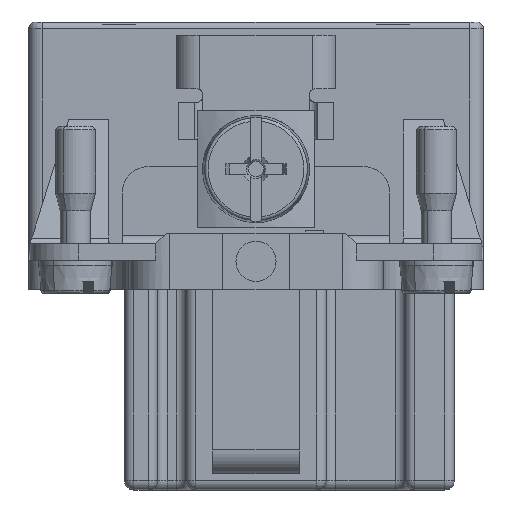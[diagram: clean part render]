
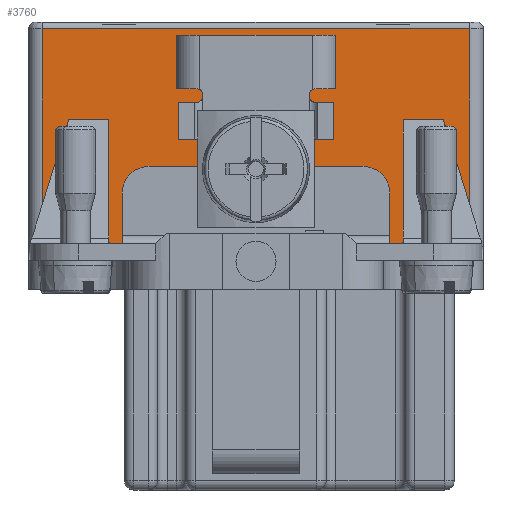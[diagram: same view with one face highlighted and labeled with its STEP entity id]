
A CAD part, left-side view. The second image highlights one B-rep face of the part: STEP entity #3760.
In plain terms, the highlighted planar face has unit normal (-1, 0, 0).
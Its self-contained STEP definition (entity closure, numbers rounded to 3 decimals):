
#3252=CIRCLE('',#18232,4.);
#3760=ADVANCED_FACE('',(#5207,#5208,#5209,#5210,#5211,#5212),#4672,.F.);
#4672=PLANE('',#18233);
#5207=FACE_BOUND('',#5343,.T.);
#5208=FACE_BOUND('',#5344,.T.);
#5209=FACE_BOUND('',#5345,.T.);
#5210=FACE_BOUND('',#5346,.T.);
#5211=FACE_BOUND('',#5347,.T.);
#5212=FACE_BOUND('',#5348,.T.);
#5343=EDGE_LOOP('',(#6383,#6384,#6385,#6386));
#5344=EDGE_LOOP('',(#6387,#6388,#6389,#6390));
#5345=EDGE_LOOP('',(#6391,#6392,#6393,#6394));
#5346=EDGE_LOOP('',(#6395));
#5347=EDGE_LOOP('',(#6396,#6397,#6398,#6399));
#5348=EDGE_LOOP('',(#6400,#6401,#6402,#6403));
#6383=ORIENTED_EDGE('',*,*,#12949,.T.);
#6384=ORIENTED_EDGE('',*,*,#12950,.T.);
#6385=ORIENTED_EDGE('',*,*,#12951,.T.);
#6386=ORIENTED_EDGE('',*,*,#12952,.T.);
#6387=ORIENTED_EDGE('',*,*,#12953,.F.);
#6388=ORIENTED_EDGE('',*,*,#12954,.F.);
#6389=ORIENTED_EDGE('',*,*,#12955,.T.);
#6390=ORIENTED_EDGE('',*,*,#12956,.F.);
#6391=ORIENTED_EDGE('',*,*,#12957,.F.);
#6392=ORIENTED_EDGE('',*,*,#12958,.F.);
#6393=ORIENTED_EDGE('',*,*,#12959,.F.);
#6394=ORIENTED_EDGE('',*,*,#12960,.F.);
#6395=ORIENTED_EDGE('',*,*,#12961,.T.);
#6396=ORIENTED_EDGE('',*,*,#12962,.F.);
#6397=ORIENTED_EDGE('',*,*,#12963,.F.);
#6398=ORIENTED_EDGE('',*,*,#12964,.F.);
#6399=ORIENTED_EDGE('',*,*,#12965,.F.);
#6400=ORIENTED_EDGE('',*,*,#12966,.F.);
#6401=ORIENTED_EDGE('',*,*,#12967,.T.);
#6402=ORIENTED_EDGE('',*,*,#12968,.T.);
#6403=ORIENTED_EDGE('',*,*,#12969,.T.);
#11339=VERTEX_POINT('',#23930);
#11340=VERTEX_POINT('',#23931);
#11341=VERTEX_POINT('',#23933);
#11342=VERTEX_POINT('',#23935);
#11343=VERTEX_POINT('',#23938);
#11344=VERTEX_POINT('',#23939);
#11345=VERTEX_POINT('',#23941);
#11346=VERTEX_POINT('',#23943);
#11347=VERTEX_POINT('',#23946);
#11348=VERTEX_POINT('',#23947);
#11349=VERTEX_POINT('',#23949);
#11350=VERTEX_POINT('',#23951);
#11351=VERTEX_POINT('',#23954);
#11352=VERTEX_POINT('',#23956);
#11353=VERTEX_POINT('',#23957);
#11354=VERTEX_POINT('',#23959);
#11355=VERTEX_POINT('',#23961);
#11356=VERTEX_POINT('',#23964);
#11357=VERTEX_POINT('',#23965);
#11358=VERTEX_POINT('',#23967);
#11359=VERTEX_POINT('',#23969);
#12949=EDGE_CURVE('',#11339,#11340,#15422,.T.);
#12950=EDGE_CURVE('',#11340,#11341,#15423,.T.);
#12951=EDGE_CURVE('',#11341,#11342,#15424,.T.);
#12952=EDGE_CURVE('',#11342,#11339,#15425,.T.);
#12953=EDGE_CURVE('',#11343,#11344,#15426,.T.);
#12954=EDGE_CURVE('',#11345,#11343,#15427,.T.);
#12955=EDGE_CURVE('',#11345,#11346,#15428,.T.);
#12956=EDGE_CURVE('',#11344,#11346,#15429,.T.);
#12957=EDGE_CURVE('',#11347,#11348,#15430,.T.);
#12958=EDGE_CURVE('',#11349,#11347,#15431,.T.);
#12959=EDGE_CURVE('',#11350,#11349,#15432,.T.);
#12960=EDGE_CURVE('',#11348,#11350,#15433,.T.);
#12961=EDGE_CURVE('',#11351,#11351,#3252,.T.);
#12962=EDGE_CURVE('',#11352,#11353,#15434,.T.);
#12963=EDGE_CURVE('',#11354,#11352,#15435,.T.);
#12964=EDGE_CURVE('',#11355,#11354,#15436,.T.);
#12965=EDGE_CURVE('',#11353,#11355,#15437,.T.);
#12966=EDGE_CURVE('',#11356,#11357,#15438,.T.);
#12967=EDGE_CURVE('',#11356,#11358,#15439,.T.);
#12968=EDGE_CURVE('',#11358,#11359,#15440,.T.);
#12969=EDGE_CURVE('',#11359,#11357,#15441,.T.);
#15422=LINE('',#23929,#16826);
#15423=LINE('',#23932,#16827);
#15424=LINE('',#23934,#16828);
#15425=LINE('',#23936,#16829);
#15426=LINE('',#23937,#16830);
#15427=LINE('',#23940,#16831);
#15428=LINE('',#23942,#16832);
#15429=LINE('',#23944,#16833);
#15430=LINE('',#23945,#16834);
#15431=LINE('',#23948,#16835);
#15432=LINE('',#23950,#16836);
#15433=LINE('',#23952,#16837);
#15434=LINE('',#23955,#16838);
#15435=LINE('',#23958,#16839);
#15436=LINE('',#23960,#16840);
#15437=LINE('',#23962,#16841);
#15438=LINE('',#23963,#16842);
#15439=LINE('',#23966,#16843);
#15440=LINE('',#23968,#16844);
#15441=LINE('',#23970,#16845);
#16826=VECTOR('',#19682,1.);
#16827=VECTOR('',#19683,1.);
#16828=VECTOR('',#19684,1.);
#16829=VECTOR('',#19685,1.);
#16830=VECTOR('',#19686,1.);
#16831=VECTOR('',#19687,1.);
#16832=VECTOR('',#19688,1.);
#16833=VECTOR('',#19689,1.);
#16834=VECTOR('',#19690,1.);
#16835=VECTOR('',#19691,1.);
#16836=VECTOR('',#19692,1.);
#16837=VECTOR('',#19693,1.);
#16838=VECTOR('',#19696,1.);
#16839=VECTOR('',#19697,1.);
#16840=VECTOR('',#19698,1.);
#16841=VECTOR('',#19699,1.);
#16842=VECTOR('',#19700,1.);
#16843=VECTOR('',#19701,1.);
#16844=VECTOR('',#19702,1.);
#16845=VECTOR('',#19703,1.);
#18232=AXIS2_PLACEMENT_3D('',#23953,#19694,#19695);
#18233=AXIS2_PLACEMENT_3D('',#23971,#19704,#19705);
#19682=DIRECTION('',(0.,1.,0.));
#19683=DIRECTION('',(0.,-0.279,0.96));
#19684=DIRECTION('',(0.,-1.,0.));
#19685=DIRECTION('',(0.,0.,-1.));
#19686=DIRECTION('',(0.,0.,-1.));
#19687=DIRECTION('',(0.,1.,0.));
#19688=DIRECTION('',(0.,0.,-1.));
#19689=DIRECTION('',(0.,-1.,0.));
#19690=DIRECTION('',(0.,0.,1.));
#19691=DIRECTION('',(0.,1.,0.));
#19692=DIRECTION('',(0.,0.,-1.));
#19693=DIRECTION('',(0.,-1.,0.));
#19694=DIRECTION('',(1.,0.,0.));
#19695=DIRECTION('',(0.,1.,0.));
#19696=DIRECTION('',(0.,-1.,0.));
#19697=DIRECTION('',(0.,0.,-1.));
#19698=DIRECTION('',(0.,1.,0.));
#19699=DIRECTION('',(0.,0.279,0.96));
#19700=DIRECTION('',(0.,0.,1.));
#19701=DIRECTION('',(0.,1.,0.));
#19702=DIRECTION('',(0.,0.,1.));
#19703=DIRECTION('',(0.,-1.,0.));
#19704=DIRECTION('',(1.,0.,0.));
#19705=DIRECTION('',(0.,1.,0.));
#23929=CARTESIAN_POINT('',(-17.915,-34.465,5.293));
#23930=CARTESIAN_POINT('',(-17.915,-7.465,5.293));
#23931=CARTESIAN_POINT('',(-17.915,-3.126,5.293));
#23932=CARTESIAN_POINT('',(-17.915,-3.991,8.266));
#23933=CARTESIAN_POINT('',(-17.915,-4.465,9.896));
#23934=CARTESIAN_POINT('',(-17.915,-34.465,9.896));
#23935=CARTESIAN_POINT('',(-17.915,-7.465,9.896));
#23936=CARTESIAN_POINT('',(-17.915,-7.465,-0.601));
#23937=CARTESIAN_POINT('',(-17.915,-23.112,18.159));
#23938=CARTESIAN_POINT('',(-17.915,-23.112,16.199));
#23939=CARTESIAN_POINT('',(-17.915,-23.112,12.199));
#23940=CARTESIAN_POINT('',(-17.915,-34.465,16.199));
#23941=CARTESIAN_POINT('',(-17.915,-24.42,16.199));
#23942=CARTESIAN_POINT('',(-17.915,-24.42,16.329));
#23943=CARTESIAN_POINT('',(-17.915,-24.42,12.199));
#23944=CARTESIAN_POINT('',(-17.915,-34.465,12.199));
#23945=CARTESIAN_POINT('',(-17.915,-2.465,9.999));
#23946=CARTESIAN_POINT('',(-17.915,-2.465,0.399));
#23947=CARTESIAN_POINT('',(-17.915,-2.465,16.699));
#23948=CARTESIAN_POINT('',(-17.915,-34.465,0.399));
#23949=CARTESIAN_POINT('',(-17.915,-34.465,0.399));
#23950=CARTESIAN_POINT('',(-17.915,-34.465,1.899));
#23951=CARTESIAN_POINT('',(-17.915,-34.465,16.699));
#23952=CARTESIAN_POINT('',(-17.915,-2.465,16.699));
#23953=CARTESIAN_POINT('',(-17.915,-18.465,6.199));
#23954=CARTESIAN_POINT('',(-17.915,-14.465,6.199));
#23955=CARTESIAN_POINT('',(-17.915,-34.465,5.293));
#23956=CARTESIAN_POINT('',(-17.915,-29.465,5.293));
#23957=CARTESIAN_POINT('',(-17.915,-33.804,5.293));
#23958=CARTESIAN_POINT('',(-17.915,-29.465,-0.601));
#23959=CARTESIAN_POINT('',(-17.915,-29.465,9.896));
#23960=CARTESIAN_POINT('',(-17.915,-34.465,9.896));
#23961=CARTESIAN_POINT('',(-17.915,-32.465,9.896));
#23962=CARTESIAN_POINT('',(-17.915,-35.437,-0.318));
#23963=CARTESIAN_POINT('',(-17.915,-13.818,12.169));
#23964=CARTESIAN_POINT('',(-17.915,-13.818,12.199));
#23965=CARTESIAN_POINT('',(-17.915,-13.818,16.199));
#23966=CARTESIAN_POINT('',(-17.915,-34.465,12.199));
#23967=CARTESIAN_POINT('',(-17.915,-12.51,12.199));
#23968=CARTESIAN_POINT('',(-17.915,-12.51,12.169));
#23969=CARTESIAN_POINT('',(-17.915,-12.51,16.199));
#23970=CARTESIAN_POINT('',(-17.915,-34.465,16.199));
#23971=CARTESIAN_POINT('',(-17.915,-34.465,-0.601));
